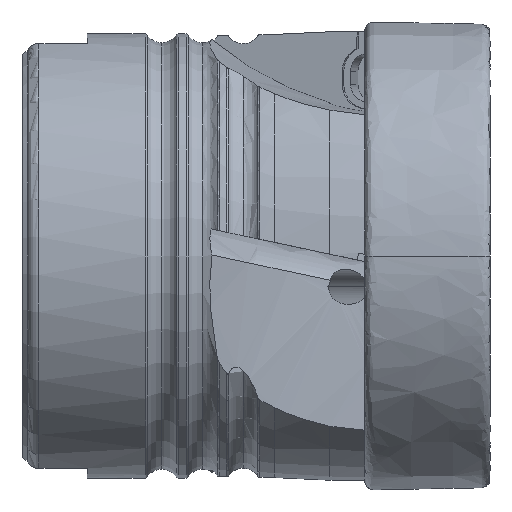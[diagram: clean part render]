
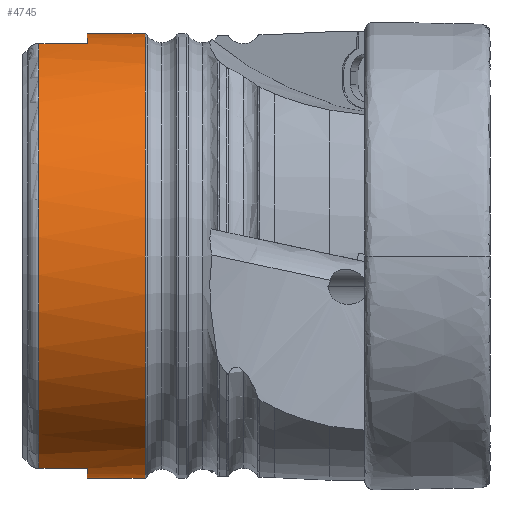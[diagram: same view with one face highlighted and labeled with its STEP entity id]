
A CAD part, front view. The second image highlights one B-rep face of the part: STEP entity #4745.
In plain terms, the highlighted cylindrical face has radius 19 mm (diameter 38 mm), a partial arc.
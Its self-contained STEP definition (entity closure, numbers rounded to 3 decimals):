
#546 = VERTEX_POINT ( 'NONE', #5922 ) ;
#555 = VERTEX_POINT ( 'NONE', #5927 ) ;
#556 = VERTEX_POINT ( 'NONE', #5926 ) ;
#559 = VERTEX_POINT ( 'NONE', #6331 ) ;
#1291 = CARTESIAN_POINT ( 'NONE',  ( -33.8, -5.522, -18.18 ) ) ;
#1297 = CARTESIAN_POINT ( 'NONE',  ( -37.95, -5.522, -18.18 ) ) ;
#1300 = CARTESIAN_POINT ( 'NONE',  ( -33.8, -5.522, 18.18 ) ) ;
#1301 = CARTESIAN_POINT ( 'NONE',  ( -37.95, -5.522, 18.18 ) ) ;
#1362 = CARTESIAN_POINT ( 'NONE',  ( -33.8, 0., 0. ) ) ;
#1363 = DIRECTION ( 'NONE',  ( -1., 0., 0. ) ) ;
#1364 = DIRECTION ( 'NONE',  ( 0., 0., -1. ) ) ;
#1487 = AXIS2_PLACEMENT_3D ( 'NONE', #1362, #1363, #1364 ) ;
#1499 = AXIS2_PLACEMENT_3D ( 'NONE', #2065, #2066, #2067 ) ;
#1571 = ORIENTED_EDGE ( 'NONE', *, *, #4012, .F. ) ;
#1572 = ORIENTED_EDGE ( 'NONE', *, *, #8319, .F. ) ;
#1573 = ORIENTED_EDGE ( 'NONE', *, *, #3694, .F. ) ;
#1574 = ORIENTED_EDGE ( 'NONE', *, *, #8374, .T. ) ;
#1575 = ORIENTED_EDGE ( 'NONE', *, *, #8369, .F. ) ;
#1576 = ORIENTED_EDGE ( 'NONE', *, *, #3960, .T. ) ;
#1577 = ORIENTED_EDGE ( 'NONE', *, *, #4013, .T. ) ;
#1578 = ORIENTED_EDGE ( 'NONE', *, *, #3750, .F. ) ;
#1642 = CIRCLE ( 'NONE', #1487, 19. ) ;
#1733 = LINE ( 'NONE', #2051, #1737 ) ;
#1737 = VECTOR ( 'NONE', #2052, 1000. ) ;
#1745 = CIRCLE ( 'NONE', #1499, 19. ) ;
#2051 = CARTESIAN_POINT ( 'NONE',  ( 0., -5.522, -18.18 ) ) ;
#2052 = DIRECTION ( 'NONE',  ( -1., 0., 0. ) ) ;
#2065 = CARTESIAN_POINT ( 'NONE',  ( -37.95, 0., 0. ) ) ;
#2066 = DIRECTION ( 'NONE',  ( 1., 0., 0. ) ) ;
#2067 = DIRECTION ( 'NONE',  ( 0., 0., -1. ) ) ;
#3591 = CARTESIAN_POINT ( 'NONE',  ( -28.86, 0., 0. ) ) ;
#3592 = DIRECTION ( 'NONE',  ( 1., 0., 0. ) ) ;
#3593 = DIRECTION ( 'NONE',  ( 0., 0., -1. ) ) ;
#3694 = EDGE_CURVE ( 'NONE', #7946, #7945, #6008, .T. ) ;
#3750 = EDGE_CURVE ( 'NONE', #555, #546, #6067, .T. ) ;
#3960 = EDGE_CURVE ( 'NONE', #7936, #556, #7590, .T. ) ;
#4012 = EDGE_CURVE ( 'NONE', #559, #555, #7624, .T. ) ;
#4013 = EDGE_CURVE ( 'NONE', #556, #546, #7630, .T. ) ;
#4519 = AXIS2_PLACEMENT_3D ( 'NONE', #5409, #5410, #5407 ) ;
#4551 = AXIS2_PLACEMENT_3D ( 'NONE', #5039, #5040, #5041 ) ;
#4740 = AXIS2_PLACEMENT_3D ( 'NONE', #3591, #3592, #3593 ) ;
#4745 = ADVANCED_FACE ( 'NONE', ( #7663 ), #7665, .T. ) ;
#5039 = CARTESIAN_POINT ( 'NONE',  ( -33.8, 0., 0. ) ) ;
#5040 = DIRECTION ( 'NONE',  ( 1., 0., 0. ) ) ;
#5041 = DIRECTION ( 'NONE',  ( 0., 0., 1. ) ) ;
#5253 = CARTESIAN_POINT ( 'NONE',  ( 0., 0., 19. ) ) ;
#5254 = DIRECTION ( 'NONE',  ( 1., 0., 0. ) ) ;
#5255 = CARTESIAN_POINT ( 'NONE',  ( 0., 0., -19. ) ) ;
#5256 = DIRECTION ( 'NONE',  ( 1., 0., 0. ) ) ;
#5407 = DIRECTION ( 'NONE',  ( 0., 0., -1. ) ) ;
#5409 = CARTESIAN_POINT ( 'NONE',  ( 0., 0., 0. ) ) ;
#5410 = DIRECTION ( 'NONE',  ( 1., 0., 0. ) ) ;
#5922 = CARTESIAN_POINT ( 'NONE',  ( -28.86, 0., -19. ) ) ;
#5926 = CARTESIAN_POINT ( 'NONE',  ( -33.8, 0., -19. ) ) ;
#5927 = CARTESIAN_POINT ( 'NONE',  ( -28.86, 0., 19. ) ) ;
#6008 = LINE ( 'NONE', #8179, #6012 ) ;
#6012 = VECTOR ( 'NONE', #8180, 1000. ) ;
#6067 = CIRCLE ( 'NONE', #4740, 19. ) ;
#6331 = CARTESIAN_POINT ( 'NONE',  ( -33.8, 0., 19. ) ) ;
#7590 = CIRCLE ( 'NONE', #4551, 19. ) ;
#7624 = LINE ( 'NONE', #5253, #7629 ) ;
#7629 = VECTOR ( 'NONE', #5254, 1000. ) ;
#7630 = LINE ( 'NONE', #5255, #7633 ) ;
#7633 = VECTOR ( 'NONE', #5256, 1000. ) ;
#7663 = FACE_OUTER_BOUND ( 'NONE', #7992, .T. ) ;
#7665 = CYLINDRICAL_SURFACE ( 'NONE', #4519, 19. ) ;
#7936 = VERTEX_POINT ( 'NONE', #1291 ) ;
#7942 = VERTEX_POINT ( 'NONE', #1297 ) ;
#7945 = VERTEX_POINT ( 'NONE', #1300 ) ;
#7946 = VERTEX_POINT ( 'NONE', #1301 ) ;
#7992 = EDGE_LOOP ( 'NONE', ( #1571, #1572, #1573, #1574, #1575, #1576, #1577, #1578 ) ) ;
#8179 = CARTESIAN_POINT ( 'NONE',  ( 0., -5.522, 18.18 ) ) ;
#8180 = DIRECTION ( 'NONE',  ( 1., 0., 0. ) ) ;
#8319 = EDGE_CURVE ( 'NONE', #7945, #559, #1642, .T. ) ;
#8369 = EDGE_CURVE ( 'NONE', #7936, #7942, #1733, .T. ) ;
#8374 = EDGE_CURVE ( 'NONE', #7946, #7942, #1745, .T. ) ;
